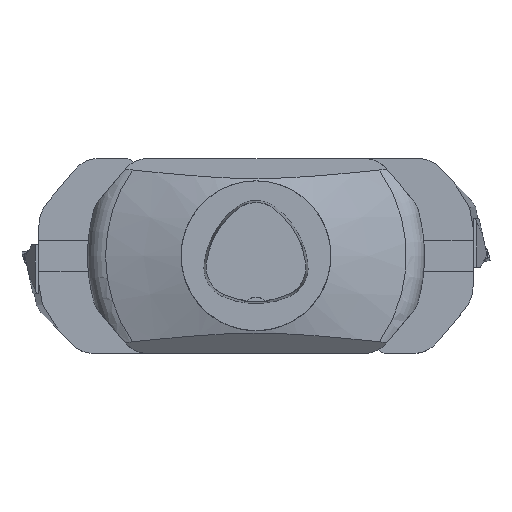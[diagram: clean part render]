
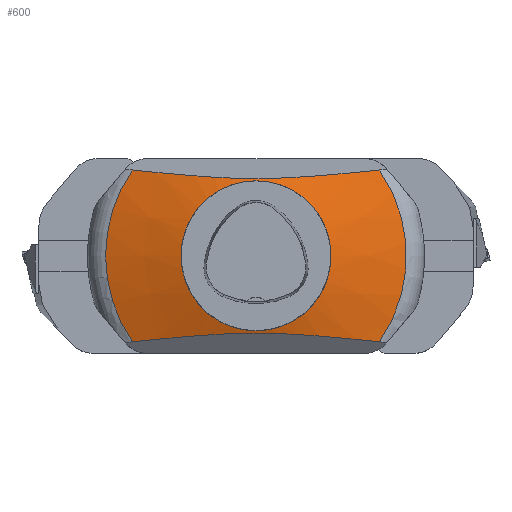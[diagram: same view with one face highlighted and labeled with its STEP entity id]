
A CAD part, top view. The second image highlights one B-rep face of the part: STEP entity #600.
In plain terms, the highlighted conical face has half-angle 72 degrees and reference radius 39.992 mm.
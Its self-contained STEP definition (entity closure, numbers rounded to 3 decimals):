
#490=CONICAL_SURFACE('',#3512,39.993,72.);
#509=FACE_BOUND('',#1008,.T.);
#510=FACE_BOUND('',#1009,.T.);
#590=B_SPLINE_CURVE_WITH_KNOTS('',3,(#4820,#4821,#4822,#4823,#4824,#4825,
#4826,#4827,#4828,#4829,#4830,#4831),.UNSPECIFIED.,.F.,.F.,(4,2,2,2,2,4),
(0.,0.25,0.375,0.5,0.75,1.),.UNSPECIFIED.);
#591=B_SPLINE_CURVE_WITH_KNOTS('',3,(#4832,#4833,#4834,#4835,#4836,#4837,
#4838,#4839,#4840,#4841,#4842,#4843),.UNSPECIFIED.,.F.,.F.,(4,2,2,2,2,4),
(0.,0.25,0.375,0.5,0.75,1.),.UNSPECIFIED.);
#600=ADVANCED_FACE('',(#509,#510),#490,.T.);
#1008=EDGE_LOOP('',(#1326));
#1009=EDGE_LOOP('',(#1327,#1328,#1329,#1330));
#1201=CIRCLE('',#3505,80.326);
#1203=CIRCLE('',#3508,80.326);
#1205=CIRCLE('',#3511,39.993);
#1326=ORIENTED_EDGE('',*,*,#2416,.T.);
#1327=ORIENTED_EDGE('',*,*,#2417,.F.);
#1328=ORIENTED_EDGE('',*,*,#2396,.T.);
#1329=ORIENTED_EDGE('',*,*,#2418,.F.);
#1330=ORIENTED_EDGE('',*,*,#2408,.T.);
#2118=VERTEX_POINT('',#4713);
#2119=VERTEX_POINT('',#4714);
#2130=VERTEX_POINT('',#4775);
#2131=VERTEX_POINT('',#4777);
#2138=VERTEX_POINT('',#4819);
#2396=EDGE_CURVE('',#2118,#2119,#1201,.T.);
#2408=EDGE_CURVE('',#2131,#2130,#1203,.T.);
#2416=EDGE_CURVE('',#2138,#2138,#1205,.T.);
#2417=EDGE_CURVE('',#2118,#2130,#590,.T.);
#2418=EDGE_CURVE('',#2131,#2119,#591,.T.);
#3505=AXIS2_PLACEMENT_3D('',#4712,#3829,#3830);
#3508=AXIS2_PLACEMENT_3D('',#4776,#3835,#3836);
#3511=AXIS2_PLACEMENT_3D('',#4818,#3841,#3842);
#3512=AXIS2_PLACEMENT_3D('',#4844,#3843,#3844);
#3829=DIRECTION('',(0.,0.,1.));
#3830=DIRECTION('',(-1.,0.,0.));
#3835=DIRECTION('',(0.,0.,1.));
#3836=DIRECTION('',(-1.,0.,0.));
#3841=DIRECTION('',(0.,0.,-1.));
#3842=DIRECTION('',(-1.,0.,0.));
#3843=DIRECTION('',(0.,0.,-1.));
#3844=DIRECTION('',(-1.,0.,0.));
#4712=CARTESIAN_POINT('',(0.,0.,-43.205));
#4713=CARTESIAN_POINT('',(65.929,-45.887,-43.205));
#4714=CARTESIAN_POINT('',(65.929,45.887,-43.205));
#4775=CARTESIAN_POINT('',(-65.929,-45.887,-43.205));
#4776=CARTESIAN_POINT('',(0.,0.,-43.205));
#4777=CARTESIAN_POINT('',(-65.929,45.887,-43.205));
#4818=CARTESIAN_POINT('',(0.,0.,-30.1));
#4819=CARTESIAN_POINT('',(-39.993,0.,-30.1));
#4820=CARTESIAN_POINT('',(65.929,-45.887,-43.205));
#4821=CARTESIAN_POINT('',(55.085,-44.758,-40.104));
#4822=CARTESIAN_POINT('',(44.209,-43.673,-37.122));
#4823=CARTESIAN_POINT('',(27.679,-42.352,-33.491));
#4824=CARTESIAN_POINT('',(22.13,-41.965,-32.43));
#4825=CARTESIAN_POINT('',(10.875,-41.415,-30.918));
#4826=CARTESIAN_POINT('',(5.106,-41.259,-30.488));
#4827=CARTESIAN_POINT('',(-11.853,-41.289,-30.571));
#4828=CARTESIAN_POINT('',(-22.807,-41.956,-32.403));
#4829=CARTESIAN_POINT('',(-44.488,-43.702,-37.202));
#4830=CARTESIAN_POINT('',(-55.221,-44.772,-40.142));
#4831=CARTESIAN_POINT('',(-65.929,-45.887,-43.205));
#4832=CARTESIAN_POINT('',(-65.929,45.887,-43.205));
#4833=CARTESIAN_POINT('',(-55.085,44.758,-40.104));
#4834=CARTESIAN_POINT('',(-44.209,43.673,-37.122));
#4835=CARTESIAN_POINT('',(-27.679,42.352,-33.491));
#4836=CARTESIAN_POINT('',(-22.13,41.965,-32.43));
#4837=CARTESIAN_POINT('',(-10.875,41.415,-30.918));
#4838=CARTESIAN_POINT('',(-5.106,41.259,-30.488));
#4839=CARTESIAN_POINT('',(11.853,41.289,-30.571));
#4840=CARTESIAN_POINT('',(22.807,41.956,-32.403));
#4841=CARTESIAN_POINT('',(44.488,43.702,-37.202));
#4842=CARTESIAN_POINT('',(55.221,44.772,-40.142));
#4843=CARTESIAN_POINT('',(65.929,45.887,-43.205));
#4844=CARTESIAN_POINT('',(0.,0.,-30.1));
